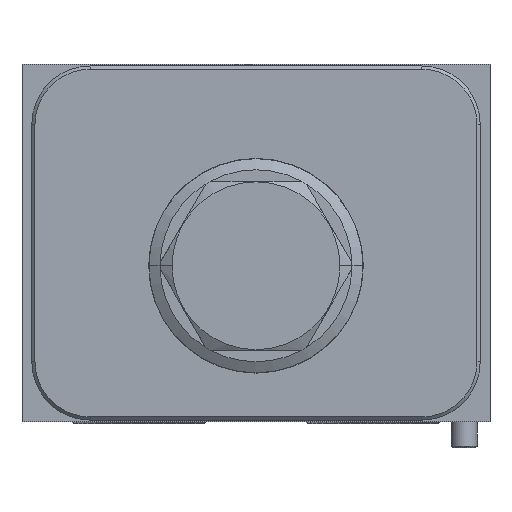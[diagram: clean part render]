
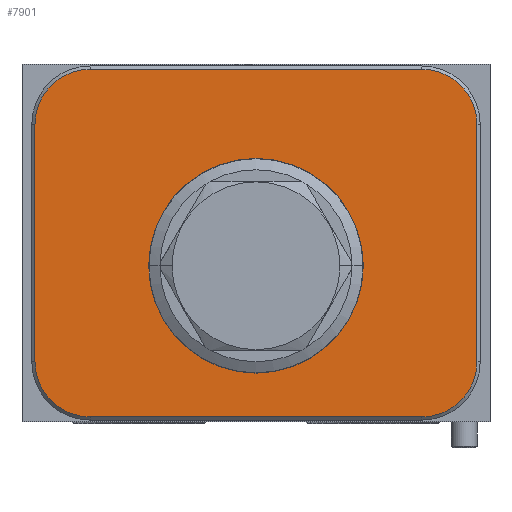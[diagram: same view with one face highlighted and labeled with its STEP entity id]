
A CAD part, front view. The second image highlights one B-rep face of the part: STEP entity #7901.
In plain terms, the highlighted planar face has unit normal (0, -1, 0).
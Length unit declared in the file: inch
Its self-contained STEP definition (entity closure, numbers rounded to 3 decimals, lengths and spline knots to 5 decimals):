
#3044=CARTESIAN_POINT('',(2.25,-7.875,1.5));
#3045=DIRECTION('',(0.,1.,0.));
#3046=DIRECTION('',(0.,0.,-1.));
#3047=AXIS2_PLACEMENT_3D('',#3044,#3045,#3046);
#3049=CARTESIAN_POINT('',(2.25,-7.875,1.5));
#3050=DIRECTION('',(0.,1.,0.));
#3051=DIRECTION('',(0.,0.,1.));
#3052=AXIS2_PLACEMENT_3D('',#3049,#3050,#3051);
#3054=CARTESIAN_POINT('',(3.844,-7.875,2.859));
#3055=DIRECTION('',(0.,1.,0.));
#3056=DIRECTION('',(0.,0.,1.));
#3057=AXIS2_PLACEMENT_3D('',#3054,#3055,#3056);
#3068=DIRECTION('',(1.,0.,0.));
#3069=VECTOR('',#3068,3.188);
#3070=CARTESIAN_POINT('',(0.656,-7.875,3.39));
#3071=LINE('',#3070,#3069);
#3080=CARTESIAN_POINT('',(0.656,-7.875,2.859));
#3081=DIRECTION('',(0.,1.,0.));
#3082=DIRECTION('',(-1.,0.,0.));
#3083=AXIS2_PLACEMENT_3D('',#3080,#3081,#3082);
#3094=DIRECTION('',(0.,0.,1.));
#3095=VECTOR('',#3094,2.281);
#3096=CARTESIAN_POINT('',(0.125,-7.875,0.578));
#3097=LINE('',#3096,#3095);
#3106=CARTESIAN_POINT('',(0.656,-7.875,0.578));
#3107=DIRECTION('',(0.,1.,0.));
#3108=DIRECTION('',(0.,0.,-1.));
#3109=AXIS2_PLACEMENT_3D('',#3106,#3107,#3108);
#3120=DIRECTION('',(-1.,0.,0.));
#3121=VECTOR('',#3120,3.188);
#3122=CARTESIAN_POINT('',(3.844,-7.875,0.047));
#3123=LINE('',#3122,#3121);
#3128=CARTESIAN_POINT('',(3.844,-7.875,0.578));
#3129=DIRECTION('',(0.,1.,0.));
#3130=DIRECTION('',(1.,0.,0.));
#3131=AXIS2_PLACEMENT_3D('',#3128,#3129,#3130);
#3146=DIRECTION('',(0.,0.,-1.));
#3147=VECTOR('',#3146,2.281);
#3148=CARTESIAN_POINT('',(4.375,-7.875,2.859));
#3149=LINE('',#3148,#3147);
#5364=CARTESIAN_POINT('',(2.25,-7.875,0.468));
#5365=CARTESIAN_POINT('',(2.25,-7.875,2.532));
#5366=VERTEX_POINT('',#5364);
#5367=VERTEX_POINT('',#5365);
#5402=CARTESIAN_POINT('',(3.844,-7.875,0.047));
#5403=CARTESIAN_POINT('',(0.656,-7.875,0.047));
#5404=VERTEX_POINT('',#5402);
#5405=VERTEX_POINT('',#5403);
#5410=CARTESIAN_POINT('',(0.125,-7.875,0.578));
#5411=VERTEX_POINT('',#5410);
#5414=CARTESIAN_POINT('',(0.125,-7.875,2.859));
#5415=VERTEX_POINT('',#5414);
#5418=CARTESIAN_POINT('',(0.656,-7.875,3.39));
#5419=VERTEX_POINT('',#5418);
#5422=CARTESIAN_POINT('',(3.844,-7.875,3.39));
#5423=VERTEX_POINT('',#5422);
#5426=CARTESIAN_POINT('',(4.375,-7.875,2.859));
#5427=VERTEX_POINT('',#5426);
#5430=CARTESIAN_POINT('',(4.375,-7.875,0.578));
#5431=VERTEX_POINT('',#5430);
#7873=CARTESIAN_POINT('',(0.,-7.875,0.));
#7874=DIRECTION('',(0.,-1.,0.));
#7875=DIRECTION('',(1.,0.,0.));
#7876=AXIS2_PLACEMENT_3D('',#7873,#7874,#7875);
#7877=PLANE('',#7876);
#7879=ORIENTED_EDGE('',*,*,#7878,.T.);
#7881=ORIENTED_EDGE('',*,*,#7880,.T.);
#7883=ORIENTED_EDGE('',*,*,#7882,.T.);
#7885=ORIENTED_EDGE('',*,*,#7884,.T.);
#7887=ORIENTED_EDGE('',*,*,#7886,.T.);
#7889=ORIENTED_EDGE('',*,*,#7888,.T.);
#7891=ORIENTED_EDGE('',*,*,#7890,.T.);
#7893=ORIENTED_EDGE('',*,*,#7892,.T.);
#7894=EDGE_LOOP('',(#7879,#7881,#7883,#7885,#7887,#7889,#7891,#7893));
#7895=FACE_OUTER_BOUND('',#7894,.F.);
#7897=ORIENTED_EDGE('',*,*,#7896,.F.);
#7898=ORIENTED_EDGE('',*,*,#7863,.F.);
#7899=EDGE_LOOP('',(#7897,#7898));
#7900=FACE_BOUND('',#7899,.F.);
#7901=ADVANCED_FACE('',(#7895,#7900),#7877,.T.);
#3048=CIRCLE('',#3047,1.032);
#3053=CIRCLE('',#3052,1.032);
#3058=CIRCLE('',#3057,0.531);
#3084=CIRCLE('',#3083,0.531);
#3110=CIRCLE('',#3109,0.531);
#3132=CIRCLE('',#3131,0.531);
#7863=EDGE_CURVE('',#5367,#5366,#3053,.T.);
#7878=EDGE_CURVE('',#5423,#5427,#3058,.T.);
#7880=EDGE_CURVE('',#5427,#5431,#3149,.T.);
#7882=EDGE_CURVE('',#5431,#5404,#3132,.T.);
#7884=EDGE_CURVE('',#5404,#5405,#3123,.T.);
#7886=EDGE_CURVE('',#5405,#5411,#3110,.T.);
#7888=EDGE_CURVE('',#5411,#5415,#3097,.T.);
#7890=EDGE_CURVE('',#5415,#5419,#3084,.T.);
#7892=EDGE_CURVE('',#5419,#5423,#3071,.T.);
#7896=EDGE_CURVE('',#5366,#5367,#3048,.T.);
